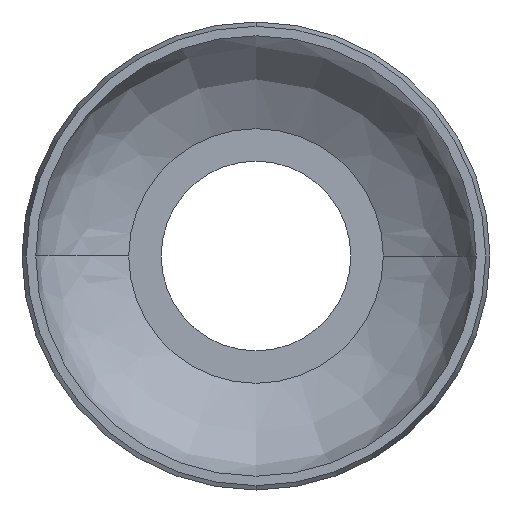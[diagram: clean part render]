
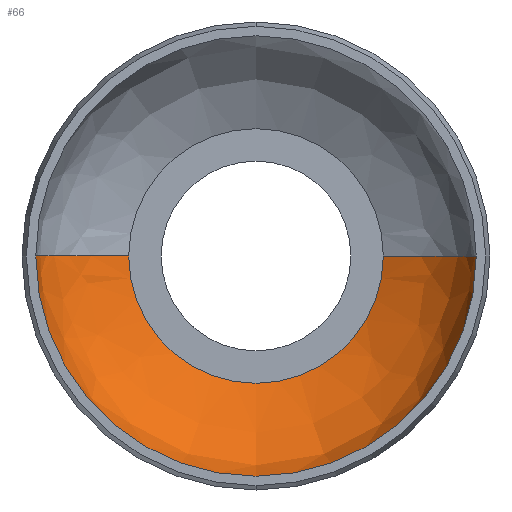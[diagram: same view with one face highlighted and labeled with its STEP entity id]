
A CAD part, front view. The second image highlights one B-rep face of the part: STEP entity #66.
In plain terms, the highlighted free-form (B-spline) face has degree [3, 3] with [4, 4] control points.
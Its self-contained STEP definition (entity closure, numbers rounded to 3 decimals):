
#1 =( BOUNDED_CURVE ( )  B_SPLINE_CURVE ( 3, ( #480, #481, #482, #483 ),
 .UNSPECIFIED., .F., .T. ) 
 B_SPLINE_CURVE_WITH_KNOTS ( ( 4, 4 ),
 ( 5.329, 6.283 ),
 .UNSPECIFIED. ) 
 CURVE ( )  GEOMETRIC_REPRESENTATION_ITEM ( )  RATIONAL_B_SPLINE_CURVE ( ( 1., 0.926, 0.926, 1. ) ) 
 REPRESENTATION_ITEM ( '' )  );
#5 =( BOUNDED_CURVE ( )  B_SPLINE_CURVE ( 3, ( #782, #783, #784, #785 ),
 .UNSPECIFIED., .F., .T. ) 
 B_SPLINE_CURVE_WITH_KNOTS ( ( 4, 4 ),
 ( 5.329, 6.283 ),
 .UNSPECIFIED. ) 
 CURVE ( )  GEOMETRIC_REPRESENTATION_ITEM ( )  RATIONAL_B_SPLINE_CURVE ( ( 1., 0.926, 0.926, 1. ) ) 
 REPRESENTATION_ITEM ( '' )  );
#8 =( BOUNDED_SURFACE ( )  B_SPLINE_SURFACE ( 3, 3, ( 
 ( #379, #380, #381, #382 ),
 ( #383, #384, #385, #386 ),
 ( #387, #388, #389, #390 ),
 ( #391, #392, #393, #394 ) ),
 .UNSPECIFIED., .F., .F., .F. ) 
 B_SPLINE_SURFACE_WITH_KNOTS ( ( 4, 4 ),
 ( 4, 4 ),
 ( 0., 1. ),
 ( 0., 1. ),
 .UNSPECIFIED. ) 
 GEOMETRIC_REPRESENTATION_ITEM ( )  RATIONAL_B_SPLINE_SURFACE ( (
 ( 1., 0.333, 0.333, 1.),
 ( 0.926, 0.309, 0.309, 0.926),
 ( 0.926, 0.309, 0.309, 0.926),
 ( 1., 0.333, 0.333, 1.) ) ) 
 REPRESENTATION_ITEM ( '' )  SURFACE ( )  );
#66 = ADVANCED_FACE ( 'NONE', ( #1123 ), #8, .T. ) ;
#379 = CARTESIAN_POINT ( 'NONE',  ( -617.448, 435.713, 0. ) ) ;
#380 = CARTESIAN_POINT ( 'NONE',  ( -617.448, 435.713, -1234.895 ) ) ;
#381 = CARTESIAN_POINT ( 'NONE',  ( 617.448, 435.713, -1234.895 ) ) ;
#382 = CARTESIAN_POINT ( 'NONE',  ( 617.448, 435.713, 0. ) ) ;
#383 = CARTESIAN_POINT ( 'NONE',  ( -905.732, 333.581, 0. ) ) ;
#384 = CARTESIAN_POINT ( 'NONE',  ( -905.732, 333.581, -1811.463 ) ) ;
#385 = CARTESIAN_POINT ( 'NONE',  ( 905.732, 333.581, -1811.463 ) ) ;
#386 = CARTESIAN_POINT ( 'NONE',  ( 905.732, 333.581, 0. ) ) ;
#387 = CARTESIAN_POINT ( 'NONE',  ( -1068., 176.657, 0. ) ) ;
#388 = CARTESIAN_POINT ( 'NONE',  ( -1068., 176.657, -2136. ) ) ;
#389 = CARTESIAN_POINT ( 'NONE',  ( 1068., 176.657, -2136. ) ) ;
#390 = CARTESIAN_POINT ( 'NONE',  ( 1068., 176.657, 0. ) ) ;
#391 = CARTESIAN_POINT ( 'NONE',  ( -1068., 0., 0. ) ) ;
#392 = CARTESIAN_POINT ( 'NONE',  ( -1068., 0., -2136. ) ) ;
#393 = CARTESIAN_POINT ( 'NONE',  ( 1068., 0., -2136. ) ) ;
#394 = CARTESIAN_POINT ( 'NONE',  ( 1068., 0., 0. ) ) ;
#474 = CARTESIAN_POINT ( 'NONE',  ( 0., 0., 0. ) ) ;
#475 = DIRECTION ( 'NONE',  ( 0., -1., 0. ) ) ;
#476 = DIRECTION ( 'NONE',  ( 0., 0., -1. ) ) ;
#477 = CARTESIAN_POINT ( 'NONE',  ( 0., 0., 0. ) ) ;
#478 = DIRECTION ( 'NONE',  ( 0., -1., 0. ) ) ;
#479 = DIRECTION ( 'NONE',  ( 0., 0., -1. ) ) ;
#480 = CARTESIAN_POINT ( 'NONE',  ( 617.448, 435.713, 0. ) ) ;
#481 = CARTESIAN_POINT ( 'NONE',  ( 905.732, 333.581, 0. ) ) ;
#482 = CARTESIAN_POINT ( 'NONE',  ( 1068., 176.657, 0. ) ) ;
#483 = CARTESIAN_POINT ( 'NONE',  ( 1068., 0., 0. ) ) ;
#484 = CARTESIAN_POINT ( 'NONE',  ( 0., 435.713, 0. ) ) ;
#485 = DIRECTION ( 'NONE',  ( 0., -1., 0. ) ) ;
#486 = DIRECTION ( 'NONE',  ( 0., 0., -1. ) ) ;
#627 = CARTESIAN_POINT ( 'NONE',  ( 0., 435.713, 0. ) ) ;
#628 = DIRECTION ( 'NONE',  ( 0., -1., 0. ) ) ;
#629 = DIRECTION ( 'NONE',  ( 0., 0., -1. ) ) ;
#782 = CARTESIAN_POINT ( 'NONE',  ( -617.448, 435.713, 0. ) ) ;
#783 = CARTESIAN_POINT ( 'NONE',  ( -905.732, 333.581, 0. ) ) ;
#784 = CARTESIAN_POINT ( 'NONE',  ( -1068., 176.657, 0. ) ) ;
#785 = CARTESIAN_POINT ( 'NONE',  ( -1068., 0., 0. ) ) ;
#962 = CARTESIAN_POINT ( 'NONE',  ( -617.448, 435.713, 0. ) ) ;
#968 = CARTESIAN_POINT ( 'NONE',  ( 0., 435.713, -617.448 ) ) ;
#969 = CARTESIAN_POINT ( 'NONE',  ( -1068., 0., 0. ) ) ;
#970 = CARTESIAN_POINT ( 'NONE',  ( 0., 0., -1068. ) ) ;
#971 = CARTESIAN_POINT ( 'NONE',  ( 1068., 0., 0. ) ) ;
#972 = CARTESIAN_POINT ( 'NONE',  ( 617.448, 435.713, 0. ) ) ;
#1025 = EDGE_CURVE ( 'NONE', #1203, #1204, #1504, .T. ) ;
#1026 = EDGE_CURVE ( 'NONE', #1204, #1205, #1496, .T. ) ;
#1027 = EDGE_CURVE ( 'NONE', #1206, #1205, #1, .T. ) ;
#1028 = EDGE_CURVE ( 'NONE', #1202, #1206, #1516, .T. ) ;
#1039 = EDGE_CURVE ( 'NONE', #1196, #1202, #1475, .T. ) ;
#1051 = EDGE_CURVE ( 'NONE', #1196, #1203, #5, .T. ) ;
#1123 = FACE_OUTER_BOUND ( 'NONE', #1188, .T. ) ;
#1188 = EDGE_LOOP ( 'NONE', ( #1369, #1371, #1370, #1372, #1373, #1374 ) ) ;
#1196 = VERTEX_POINT ( 'NONE', #962 ) ;
#1202 = VERTEX_POINT ( 'NONE', #968 ) ;
#1203 = VERTEX_POINT ( 'NONE', #969 ) ;
#1204 = VERTEX_POINT ( 'NONE', #970 ) ;
#1205 = VERTEX_POINT ( 'NONE', #971 ) ;
#1206 = VERTEX_POINT ( 'NONE', #972 ) ;
#1369 = ORIENTED_EDGE ( 'NONE', *, *, #1039, .F. ) ;
#1370 = ORIENTED_EDGE ( 'NONE', *, *, #1025, .T. ) ;
#1371 = ORIENTED_EDGE ( 'NONE', *, *, #1051, .T. ) ;
#1372 = ORIENTED_EDGE ( 'NONE', *, *, #1026, .T. ) ;
#1373 = ORIENTED_EDGE ( 'NONE', *, *, #1027, .F. ) ;
#1374 = ORIENTED_EDGE ( 'NONE', *, *, #1028, .F. ) ;
#1472 = AXIS2_PLACEMENT_3D ( 'NONE', #627, #628, #629 ) ;
#1475 = CIRCLE ( 'NONE', #1472, 617.448 ) ;
#1491 = AXIS2_PLACEMENT_3D ( 'NONE', #484, #485, #486 ) ;
#1495 = AXIS2_PLACEMENT_3D ( 'NONE', #477, #478, #479 ) ;
#1496 = CIRCLE ( 'NONE', #1495, 1068. ) ;
#1497 = AXIS2_PLACEMENT_3D ( 'NONE', #474, #475, #476 ) ;
#1504 = CIRCLE ( 'NONE', #1497, 1068. ) ;
#1516 = CIRCLE ( 'NONE', #1491, 617.448 ) ;
